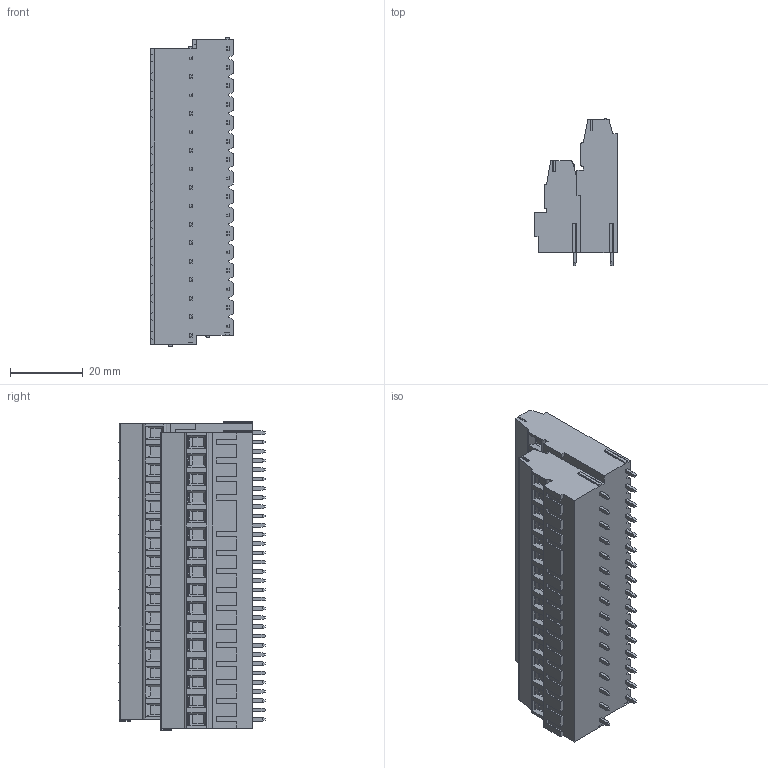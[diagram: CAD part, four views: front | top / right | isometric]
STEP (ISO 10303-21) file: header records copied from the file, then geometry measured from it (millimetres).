
FILE_DESCRIPTION((''),'2;1');
FILE_NAME('TL338VH2R','2025-02-20T',('yanfa'),(''),'PRO/ENGINEER BY PARAMETRIC TECHNOLOGY CORPORATION, 2009280','PRO/ENGINEER BY PARAMETRIC TECHNOLOGY CORPORATION, 2009280','');
FILE_SCHEMA(('AUTOMOTIVE_DESIGN_CC2 { 1 2 10303 214 -1 1 5 2 }'));
Length unit declared in the file: millimetre
Products named in the file (1): TL338VH2R
Bounding box: 22.8 x 40.3 x 85.02 mm (x, y, z)
Volume: 47640.8 mm3; surface area: 15044.8 mm2
Topology: 1 solids, 1 shells, 1633 faces, 4061 edges, 2511 vertices
Faces by surface type: plane 1083, cylinder 312, cone 128, torus 64, sphere 46
Entity records: 48165 total; most frequent: CARTESIAN_POINT 9375, ORIENTED_EDGE 8062, DIRECTION 7933, EDGE_CURVE 4031, VECTOR 2947, LINE 2947, VERTEX_POINT 2511, AXIS2_PLACEMENT_3D 2493
